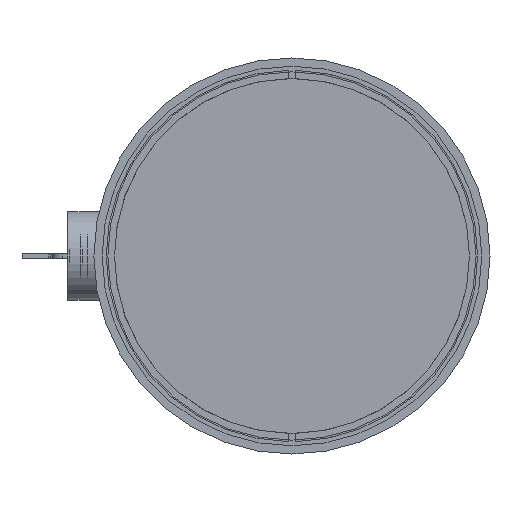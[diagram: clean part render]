
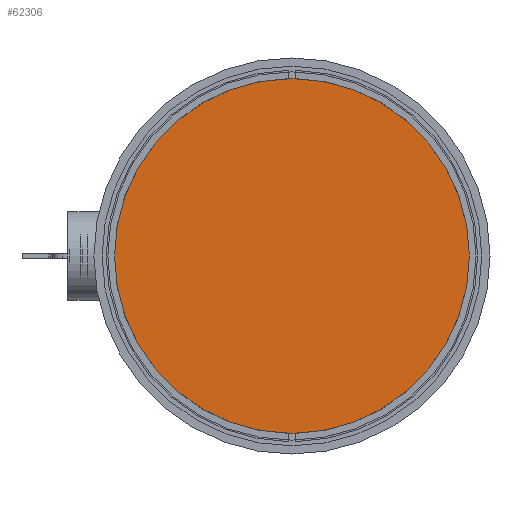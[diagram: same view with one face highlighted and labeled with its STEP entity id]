
A CAD part, left-side view. The second image highlights one B-rep face of the part: STEP entity #62306.
In plain terms, the highlighted planar face has unit normal (-1, 0, 0).
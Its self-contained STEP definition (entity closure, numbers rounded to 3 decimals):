
#4127 = CARTESIAN_POINT ( 'NONE',  ( 0., 0., 0. ) ) ;
#11047 = AXIS2_PLACEMENT_3D ( 'NONE', #89896, #40522, #22298 ) ;
#11952 = DIRECTION ( 'NONE',  ( 0., 0., 1. ) ) ;
#20239 = CARTESIAN_POINT ( 'NONE',  ( 0., 0., 43.788 ) ) ;
#22298 = DIRECTION ( 'NONE',  ( 0., 0., 1. ) ) ;
#33512 = FACE_OUTER_BOUND ( 'NONE', #90120, .T. ) ;
#40522 = DIRECTION ( 'NONE',  ( -1., 0., 0. ) ) ;
#42770 = CARTESIAN_POINT ( 'NONE',  ( 0., 0., -43.788 ) ) ;
#49889 = VERTEX_POINT ( 'NONE', #20239 ) ;
#62306 = ADVANCED_FACE ( 'NONE', ( #33512 ), #71800, .F. ) ;
#62699 = CARTESIAN_POINT ( 'NONE',  ( 0., 0., 0. ) ) ;
#65693 = CIRCLE ( 'NONE', #82308, 43.788 ) ;
#71800 = PLANE ( 'NONE',  #98851 ) ;
#77273 = EDGE_CURVE ( 'NONE', #92312, #49889, #114641, .T. ) ;
#82308 = AXIS2_PLACEMENT_3D ( 'NONE', #4127, #111909, #11952 ) ;
#89896 = CARTESIAN_POINT ( 'NONE',  ( 0., 0., 0. ) ) ;
#90120 = EDGE_LOOP ( 'NONE', ( #123678, #93887 ) ) ;
#92312 = VERTEX_POINT ( 'NONE', #42770 ) ;
#93887 = ORIENTED_EDGE ( 'NONE', *, *, #114349, .T. ) ;
#98851 = AXIS2_PLACEMENT_3D ( 'NONE', #62699, #123071, #111413 ) ;
#111413 = DIRECTION ( 'NONE',  ( 0., 0., -1. ) ) ;
#111909 = DIRECTION ( 'NONE',  ( -1., 0., 0. ) ) ;
#114349 = EDGE_CURVE ( 'NONE', #49889, #92312, #65693, .T. ) ;
#114641 = CIRCLE ( 'NONE', #11047, 43.788 ) ;
#123071 = DIRECTION ( 'NONE',  ( 1., 0., 0. ) ) ;
#123678 = ORIENTED_EDGE ( 'NONE', *, *, #77273, .T. ) ;
